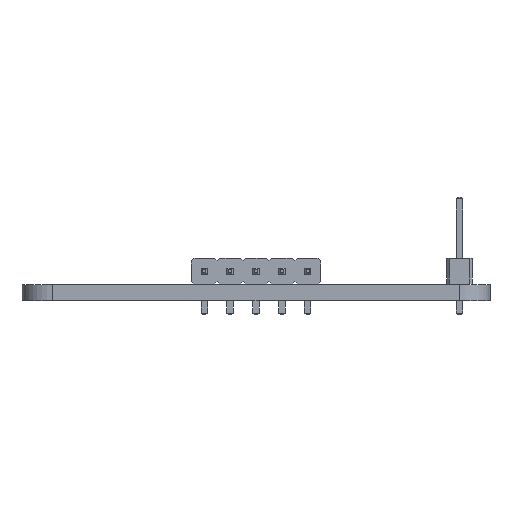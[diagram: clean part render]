
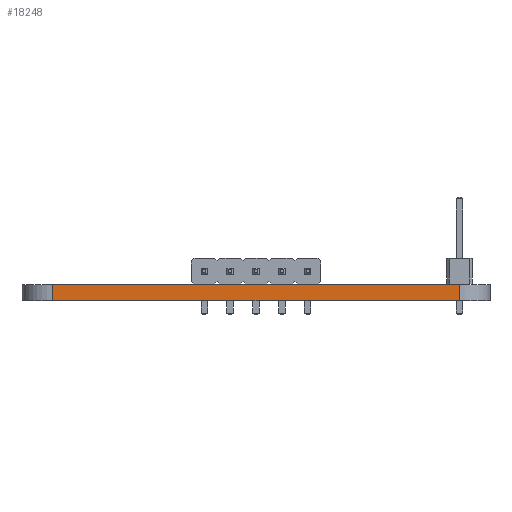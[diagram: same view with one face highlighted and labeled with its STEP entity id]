
A CAD part, front view. The second image highlights one B-rep face of the part: STEP entity #18248.
In plain terms, the highlighted planar face has unit normal (0, -1, 0).
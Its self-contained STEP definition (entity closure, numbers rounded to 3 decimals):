
#17115 = CYLINDRICAL_SURFACE('',#17116,3.);
#17116 = AXIS2_PLACEMENT_3D('',#17117,#17118,#17119);
#17117 = CARTESIAN_POINT('',(40.,0.,0.));
#17118 = DIRECTION('',(0.,0.,-1.));
#17119 = DIRECTION('',(1.,0.,0.));
#17143 = PLANE('',#17144);
#17144 = AXIS2_PLACEMENT_3D('',#17145,#17146,#17147);
#17145 = CARTESIAN_POINT('',(20.,28.,1.6));
#17146 = DIRECTION('',(0.,0.,1.));
#17147 = DIRECTION('',(1.,0.,0.));
#17197 = PLANE('',#17198);
#17198 = AXIS2_PLACEMENT_3D('',#17199,#17200,#17201);
#17199 = CARTESIAN_POINT('',(20.,28.,0.));
#17200 = DIRECTION('',(0.,0.,1.));
#17201 = DIRECTION('',(1.,0.,0.));
#17212 = EDGE_CURVE('',#17213,#17215,#17217,.T.);
#17213 = VERTEX_POINT('',#17214);
#17214 = CARTESIAN_POINT('',(40.,-3.,0.));
#17215 = VERTEX_POINT('',#17216);
#17216 = CARTESIAN_POINT('',(40.,-3.,1.6));
#17217 = SURFACE_CURVE('',#17218,(#17222,#17229),.PCURVE_S1.);
#17218 = LINE('',#17219,#17220);
#17219 = CARTESIAN_POINT('',(40.,-3.,0.));
#17220 = VECTOR('',#17221,1.);
#17221 = DIRECTION('',(0.,0.,1.));
#17222 = PCURVE('',#17115,#17223);
#17223 = DEFINITIONAL_REPRESENTATION('',(#17224),#17228);
#17224 = LINE('',#17225,#17226);
#17225 = CARTESIAN_POINT('',(-4.712,0.));
#17226 = VECTOR('',#17227,1.);
#17227 = DIRECTION('',(0.,-1.));
#17228 = ( GEOMETRIC_REPRESENTATION_CONTEXT(2) 
PARAMETRIC_REPRESENTATION_CONTEXT() REPRESENTATION_CONTEXT('2D SPACE',''
  ) );
#17229 = PCURVE('',#17230,#17235);
#17230 = PLANE('',#17231);
#17231 = AXIS2_PLACEMENT_3D('',#17232,#17233,#17234);
#17232 = CARTESIAN_POINT('',(0.,-3.,0.));
#17233 = DIRECTION('',(0.,1.,0.));
#17234 = DIRECTION('',(1.,0.,0.));
#17235 = DEFINITIONAL_REPRESENTATION('',(#17236),#17240);
#17236 = LINE('',#17237,#17238);
#17237 = CARTESIAN_POINT('',(40.,0.));
#17238 = VECTOR('',#17239,1.);
#17239 = DIRECTION('',(0.,-1.));
#17240 = ( GEOMETRIC_REPRESENTATION_CONTEXT(2) 
PARAMETRIC_REPRESENTATION_CONTEXT() REPRESENTATION_CONTEXT('2D SPACE',''
  ) );
#17451 = VERTEX_POINT('',#17452);
#17452 = CARTESIAN_POINT('',(0.,-3.,0.));
#17467 = CYLINDRICAL_SURFACE('',#17468,3.);
#17468 = AXIS2_PLACEMENT_3D('',#17469,#17470,#17471);
#17469 = CARTESIAN_POINT('',(0.,0.,0.));
#17470 = DIRECTION('',(0.,0.,-1.));
#17471 = DIRECTION('',(1.,0.,0.));
#17479 = EDGE_CURVE('',#17451,#17213,#17480,.T.);
#17480 = SURFACE_CURVE('',#17481,(#17485,#17492),.PCURVE_S1.);
#17481 = LINE('',#17482,#17483);
#17482 = CARTESIAN_POINT('',(0.,-3.,0.));
#17483 = VECTOR('',#17484,1.);
#17484 = DIRECTION('',(1.,0.,0.));
#17485 = PCURVE('',#17197,#17486);
#17486 = DEFINITIONAL_REPRESENTATION('',(#17487),#17491);
#17487 = LINE('',#17488,#17489);
#17488 = CARTESIAN_POINT('',(-20.,-31.));
#17489 = VECTOR('',#17490,1.);
#17490 = DIRECTION('',(1.,0.));
#17491 = ( GEOMETRIC_REPRESENTATION_CONTEXT(2) 
PARAMETRIC_REPRESENTATION_CONTEXT() REPRESENTATION_CONTEXT('2D SPACE',''
  ) );
#17492 = PCURVE('',#17230,#17493);
#17493 = DEFINITIONAL_REPRESENTATION('',(#17494),#17498);
#17494 = LINE('',#17495,#17496);
#17495 = CARTESIAN_POINT('',(0.,0.));
#17496 = VECTOR('',#17497,1.);
#17497 = DIRECTION('',(1.,0.));
#17498 = ( GEOMETRIC_REPRESENTATION_CONTEXT(2) 
PARAMETRIC_REPRESENTATION_CONTEXT() REPRESENTATION_CONTEXT('2D SPACE',''
  ) );
#17918 = VERTEX_POINT('',#17919);
#17919 = CARTESIAN_POINT('',(0.,-3.,1.6));
#17941 = EDGE_CURVE('',#17918,#17215,#17942,.T.);
#17942 = SURFACE_CURVE('',#17943,(#17947,#17954),.PCURVE_S1.);
#17943 = LINE('',#17944,#17945);
#17944 = CARTESIAN_POINT('',(0.,-3.,1.6));
#17945 = VECTOR('',#17946,1.);
#17946 = DIRECTION('',(1.,0.,0.));
#17947 = PCURVE('',#17143,#17948);
#17948 = DEFINITIONAL_REPRESENTATION('',(#17949),#17953);
#17949 = LINE('',#17950,#17951);
#17950 = CARTESIAN_POINT('',(-20.,-31.));
#17951 = VECTOR('',#17952,1.);
#17952 = DIRECTION('',(1.,0.));
#17953 = ( GEOMETRIC_REPRESENTATION_CONTEXT(2) 
PARAMETRIC_REPRESENTATION_CONTEXT() REPRESENTATION_CONTEXT('2D SPACE',''
  ) );
#17954 = PCURVE('',#17230,#17955);
#17955 = DEFINITIONAL_REPRESENTATION('',(#17956),#17960);
#17956 = LINE('',#17957,#17958);
#17957 = CARTESIAN_POINT('',(0.,-1.6));
#17958 = VECTOR('',#17959,1.);
#17959 = DIRECTION('',(1.,0.));
#17960 = ( GEOMETRIC_REPRESENTATION_CONTEXT(2) 
PARAMETRIC_REPRESENTATION_CONTEXT() REPRESENTATION_CONTEXT('2D SPACE',''
  ) );
#18248 = ADVANCED_FACE('',(#18249),#17230,.F.);
#18249 = FACE_BOUND('',#18250,.F.);
#18250 = EDGE_LOOP('',(#18251,#18272,#18273,#18274));
#18251 = ORIENTED_EDGE('',*,*,#18252,.T.);
#18252 = EDGE_CURVE('',#17451,#17918,#18253,.T.);
#18253 = SURFACE_CURVE('',#18254,(#18258,#18265),.PCURVE_S1.);
#18254 = LINE('',#18255,#18256);
#18255 = CARTESIAN_POINT('',(0.,-3.,0.));
#18256 = VECTOR('',#18257,1.);
#18257 = DIRECTION('',(0.,0.,1.));
#18258 = PCURVE('',#17230,#18259);
#18259 = DEFINITIONAL_REPRESENTATION('',(#18260),#18264);
#18260 = LINE('',#18261,#18262);
#18261 = CARTESIAN_POINT('',(0.,0.));
#18262 = VECTOR('',#18263,1.);
#18263 = DIRECTION('',(0.,-1.));
#18264 = ( GEOMETRIC_REPRESENTATION_CONTEXT(2) 
PARAMETRIC_REPRESENTATION_CONTEXT() REPRESENTATION_CONTEXT('2D SPACE',''
  ) );
#18265 = PCURVE('',#17467,#18266);
#18266 = DEFINITIONAL_REPRESENTATION('',(#18267),#18271);
#18267 = LINE('',#18268,#18269);
#18268 = CARTESIAN_POINT('',(-4.712,0.));
#18269 = VECTOR('',#18270,1.);
#18270 = DIRECTION('',(0.,-1.));
#18271 = ( GEOMETRIC_REPRESENTATION_CONTEXT(2) 
PARAMETRIC_REPRESENTATION_CONTEXT() REPRESENTATION_CONTEXT('2D SPACE',''
  ) );
#18272 = ORIENTED_EDGE('',*,*,#17941,.T.);
#18273 = ORIENTED_EDGE('',*,*,#17212,.F.);
#18274 = ORIENTED_EDGE('',*,*,#17479,.F.);
